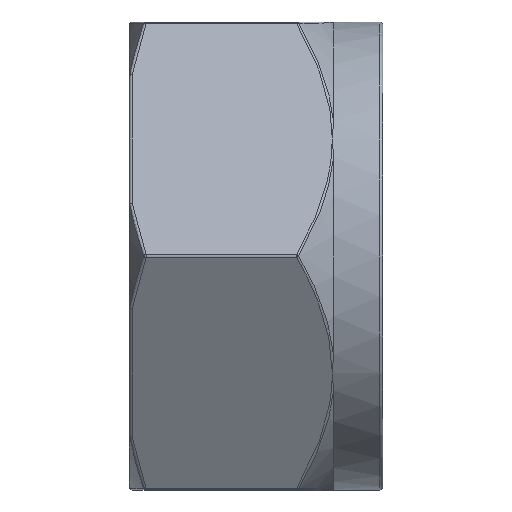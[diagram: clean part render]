
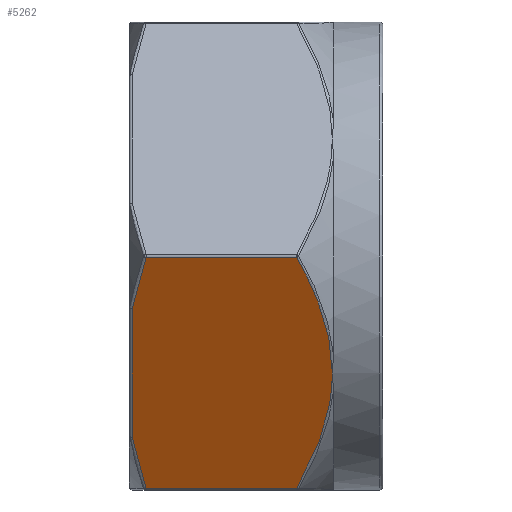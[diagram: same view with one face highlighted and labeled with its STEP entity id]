
A CAD part, front view. The second image highlights one B-rep face of the part: STEP entity #5262.
In plain terms, the highlighted planar face has unit normal (0, -0.866, -0.5).
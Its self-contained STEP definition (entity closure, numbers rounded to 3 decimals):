
#1845=CARTESIAN_POINT('',(-7.004,-11.042,
-18.875));
#1846=CARTESIAN_POINT('',(-6.803,-11.243,
-18.527));
#1847=CARTESIAN_POINT('',(-6.418,-11.645,
-17.831));
#1848=CARTESIAN_POINT('',(-5.886,-12.258,
-16.768));
#1849=CARTESIAN_POINT('',(-5.431,-12.851,
-15.742));
#1850=CARTESIAN_POINT('',(-5.037,-13.443,
-14.717));
#1851=CARTESIAN_POINT('',(-4.718,-14.014,
-13.726));
#1852=CARTESIAN_POINT('',(-4.484,-14.536,
-12.823));
#1853=CARTESIAN_POINT('',(-4.321,-15.,
-12.018));
#1854=CARTESIAN_POINT('',(-4.212,-15.42,
-11.293));
#1855=CARTESIAN_POINT('',(-4.145,-15.799,
-10.635));
#1856=CARTESIAN_POINT('',(-4.11,-16.139,
-10.047));
#1857=CARTESIAN_POINT('',(-4.104,-16.352,
-9.677));
#1858=CARTESIAN_POINT('',(-4.104,-16.454,
-9.5));
#1860=DIRECTION('',(-1.,0.,0.));
#1861=VECTOR('',#1860,12.216);
#1862=CARTESIAN_POINT('',(-7.004,-11.042,
-18.875));
#1863=LINE('',#1862,#1861);
#1864=CARTESIAN_POINT('',(-20.35,-13.444,
-14.714));
#1865=CARTESIAN_POINT('',(-20.294,-13.285,
-14.99));
#1866=CARTESIAN_POINT('',(-20.175,-12.971,
-15.533));
#1867=CARTESIAN_POINT('',(-19.973,-12.497,
-16.354));
#1868=CARTESIAN_POINT('',(-19.769,-12.066,
-17.102));
#1869=CARTESIAN_POINT('',(-19.574,-11.68,
-17.769));
#1870=CARTESIAN_POINT('',(-19.39,-11.341,
-18.357));
#1871=CARTESIAN_POINT('',(-19.275,-11.137,
-18.709));
#1872=CARTESIAN_POINT('',(-19.22,-11.042,
-18.875));
#1874=DIRECTION('',(0.,-0.5,0.866));
#1875=VECTOR('',#1874,12.042);
#1876=CARTESIAN_POINT('',(-20.35,-13.444,
-14.714));
#1877=LINE('',#1876,#1875);
#1878=CARTESIAN_POINT('',(-19.22,-21.867,
-0.125));
#1879=CARTESIAN_POINT('',(-19.305,-21.72,
-0.38));
#1880=CARTESIAN_POINT('',(-19.462,-21.439,
-0.866));
#1881=CARTESIAN_POINT('',(-19.66,-21.062,
-1.519));
#1882=CARTESIAN_POINT('',(-19.827,-20.722,
-2.108));
#1883=CARTESIAN_POINT('',(-19.969,-20.416,
-2.638));
#1884=CARTESIAN_POINT('',(-20.089,-20.14,
-3.117));
#1885=CARTESIAN_POINT('',(-20.192,-19.889,
-3.551));
#1886=CARTESIAN_POINT('',(-20.278,-19.664,
-3.94));
#1887=CARTESIAN_POINT('',(-20.327,-19.529,
-4.175));
#1888=CARTESIAN_POINT('',(-20.35,-19.465,
-4.286));
#1890=DIRECTION('',(-1.,0.,0.));
#1891=VECTOR('',#1890,12.216);
#1892=CARTESIAN_POINT('',(-7.004,-21.867,
-0.125));
#1893=LINE('',#1892,#1891);
#1894=CARTESIAN_POINT('',(-4.104,-16.454,
-9.5));
#1895=CARTESIAN_POINT('',(-4.104,-16.639,
-9.18));
#1896=CARTESIAN_POINT('',(-4.125,-17.009,
-8.54));
#1897=CARTESIAN_POINT('',(-4.226,-17.573,
-7.563));
#1898=CARTESIAN_POINT('',(-4.386,-18.114,
-6.626));
#1899=CARTESIAN_POINT('',(-4.596,-18.637,
-5.72));
#1900=CARTESIAN_POINT('',(-4.87,-19.181,
-4.778));
#1901=CARTESIAN_POINT('',(-5.236,-19.78,
-3.741));
#1902=CARTESIAN_POINT('',(-5.689,-20.403,
-2.661));
#1903=CARTESIAN_POINT('',(-6.155,-20.967,
-1.685));
#1904=CARTESIAN_POINT('',(-6.591,-21.446,
-0.854));
#1905=CARTESIAN_POINT('',(-6.87,-21.733,
-0.357));
#1906=CARTESIAN_POINT('',(-7.004,-21.867,
-0.125));
#2794=VERTEX_POINT('',#1845);
#2795=VERTEX_POINT('',#1858);
#2867=CARTESIAN_POINT('',(-19.22,-11.042,
-18.875));
#2868=VERTEX_POINT('',#2867);
#2871=VERTEX_POINT('',#1864);
#2877=CARTESIAN_POINT('',(-20.35,-19.465,
-4.286));
#2878=VERTEX_POINT('',#2877);
#2882=VERTEX_POINT('',#1906);
#2886=CARTESIAN_POINT('',(-19.22,-21.867,
-0.125));
#2887=VERTEX_POINT('',#2886);
#5243=CARTESIAN_POINT('',(0.,-21.939,0.));
#5244=DIRECTION('',(0.,-0.866,-0.5));
#5245=DIRECTION('',(0.,0.5,-0.866));
#5246=AXIS2_PLACEMENT_3D('',#5243,#5244,#5245);
#5247=PLANE('',#5246);
#5248=ORIENTED_EDGE('',*,*,#5065,.F.);
#5250=ORIENTED_EDGE('',*,*,#5249,.T.);
#5252=ORIENTED_EDGE('',*,*,#5251,.F.);
#5254=ORIENTED_EDGE('',*,*,#5253,.T.);
#5256=ORIENTED_EDGE('',*,*,#5255,.F.);
#5258=ORIENTED_EDGE('',*,*,#5257,.F.);
#5259=ORIENTED_EDGE('',*,*,#5233,.F.);
#5260=EDGE_LOOP('',(#5248,#5250,#5252,#5254,#5256,#5258,#5259));
#5261=FACE_OUTER_BOUND('',#5260,.F.);
#1859=B_SPLINE_CURVE_WITH_KNOTS('',3,(#1845,#1846,#1847,#1848,#1849,#1850,#1851,
#1852,#1853,#1854,#1855,#1856,#1857,#1858),.UNSPECIFIED.,.F.,.F.,(4,1,1,1,1,1,1,
1,1,1,1,4),(0.,0.091,0.182,0.273,
0.364,0.455,0.545,0.636,
0.727,0.818,0.909,1.),.UNSPECIFIED.);
#1873=B_SPLINE_CURVE_WITH_KNOTS('',3,(#1864,#1865,#1866,#1867,#1868,#1869,#1870,
#1871,#1872),.UNSPECIFIED.,.F.,.F.,(4,1,1,1,1,1,4),(0.,0.167,
0.333,0.5,0.667,0.833,1.),
.UNSPECIFIED.);
#1889=B_SPLINE_CURVE_WITH_KNOTS('',3,(#1878,#1879,#1880,#1881,#1882,#1883,#1884,
#1885,#1886,#1887,#1888),.UNSPECIFIED.,.F.,.F.,(4,1,1,1,1,1,1,1,4),(0.,
0.125,0.25,0.375,0.5,0.625,0.75,0.875,1.),.UNSPECIFIED.);
#1907=B_SPLINE_CURVE_WITH_KNOTS('',3,(#1894,#1895,#1896,#1897,#1898,#1899,#1900,
#1901,#1902,#1903,#1904,#1905,#1906),.UNSPECIFIED.,.F.,.F.,(4,1,1,1,1,1,1,1,1,1,
4),(0.,0.1,0.2,0.3,0.4,0.5,0.6,0.7,0.8,0.9,1.),
.UNSPECIFIED.);
#5065=EDGE_CURVE('',#2794,#2795,#1859,.T.);
#5233=EDGE_CURVE('',#2795,#2882,#1907,.T.);
#5249=EDGE_CURVE('',#2794,#2868,#1863,.T.);
#5251=EDGE_CURVE('',#2871,#2868,#1873,.T.);
#5253=EDGE_CURVE('',#2871,#2878,#1877,.T.);
#5255=EDGE_CURVE('',#2887,#2878,#1889,.T.);
#5257=EDGE_CURVE('',#2882,#2887,#1893,.T.);
#5262=ADVANCED_FACE('',(#5261),#5247,.T.);
